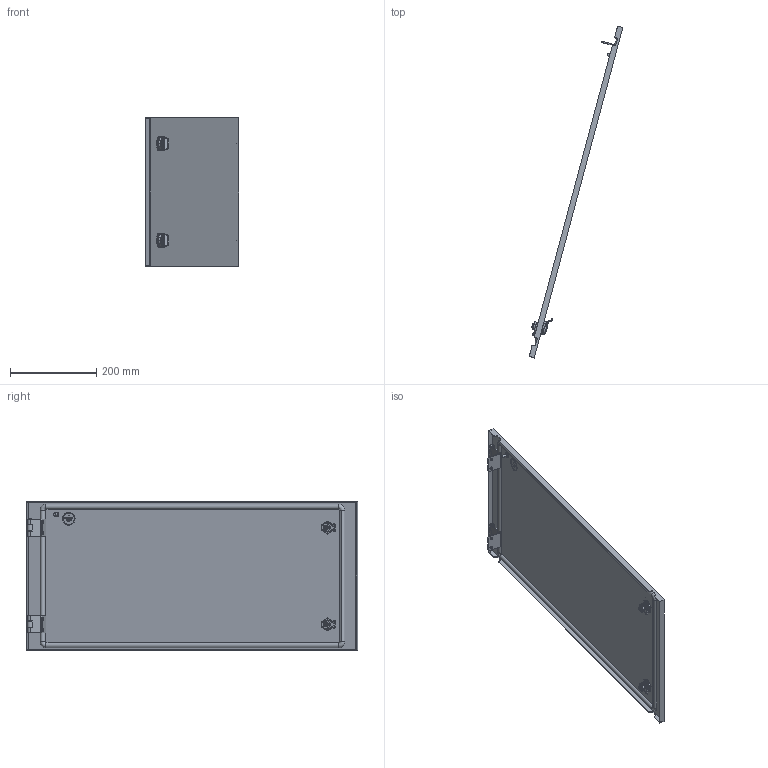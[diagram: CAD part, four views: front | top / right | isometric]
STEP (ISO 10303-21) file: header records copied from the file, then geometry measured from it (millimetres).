
FILE_DESCRIPTION (( 'STEP AP203' ), '1' );
FILE_NAME ('FO-00-ESD-035-080 FORMAT Äâåðü ñåêö. âíåø. 350õ800 IEK.STEP', '2024-07-09T08:55:38', ( '' ), ( '' ), 'SwSTEP 2.0', 'SolidWorks 2022', '' );
FILE_SCHEMA (( 'CONFIG_CONTROL_DESIGN' ));
Products named in the file (1): FO-00-ESD-035-080 FORMAT Дверь секц. внеш. 350х800 IEK
Bounding box: 217.64 x 771.19 x 346 mm (x, y, z)
Volume: 764085.8 mm3; surface area: 654459.5 mm2
Topology: 7 solids, 18 shells, 1845 faces, 5136 edges, 3242 vertices
Faces by surface type: cylinder 577, plane 558, bspline 434, sphere 114, cone 100, torus 62
Entity records: 109313 total; most frequent: CARTESIAN_POINT 66298, ORIENTED_EDGE 10244, DIRECTION 7410, EDGE_CURVE 5122, VERTEX_POINT 3240, AXIS2_PLACEMENT_3D 2684, LINE 2042, VECTOR 2042
